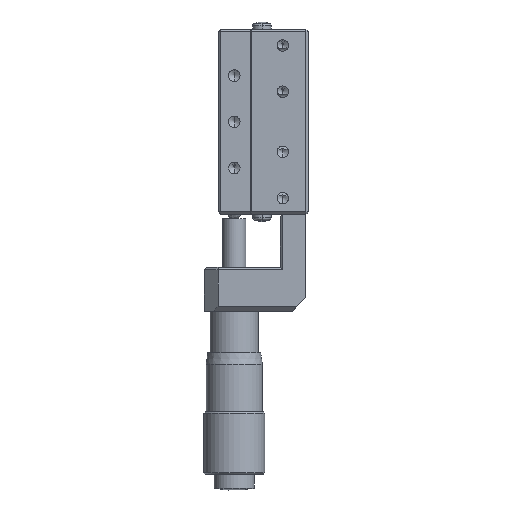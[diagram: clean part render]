
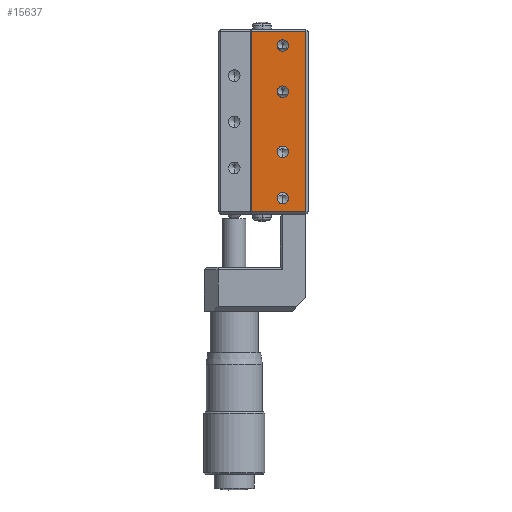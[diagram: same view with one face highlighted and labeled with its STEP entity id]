
A CAD part, front view. The second image highlights one B-rep face of the part: STEP entity #15637.
In plain terms, the highlighted planar face has unit normal (0, -1, 0).
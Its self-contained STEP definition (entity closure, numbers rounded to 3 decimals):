
#711 = CIRCLE ( 'NONE', #14102, 1.25 ) ;
#720 = VERTEX_POINT ( 'NONE', #22325 ) ;
#769 = EDGE_LOOP ( 'NONE', ( #26284, #28179 ) ) ;
#772 = CARTESIAN_POINT ( 'NONE',  ( 14., 0., 35.25 ) ) ;
#1160 = EDGE_CURVE ( 'NONE', #20679, #6373, #3773, .T. ) ;
#1199 = EDGE_LOOP ( 'NONE', ( #13252, #10227 ) ) ;
#1351 = LINE ( 'NONE', #5857, #20383 ) ;
#1699 = CARTESIAN_POINT ( 'NONE',  ( 14., 0., 13.5 ) ) ;
#2146 = VERTEX_POINT ( 'NONE', #19221 ) ;
#2407 = VECTOR ( 'NONE', #7649, 1000. ) ;
#2629 = CARTESIAN_POINT ( 'NONE',  ( 7.2, 0., 0.5 ) ) ;
#3336 = CARTESIAN_POINT ( 'NONE',  ( 14., 0., 12.25 ) ) ;
#3457 = ORIENTED_EDGE ( 'NONE', *, *, #12559, .T. ) ;
#3773 = LINE ( 'NONE', #29824, #21301 ) ;
#3996 = EDGE_CURVE ( 'NONE', #720, #16246, #7023, .T. ) ;
#4032 = AXIS2_PLACEMENT_3D ( 'NONE', #1699, #22943, #4319 ) ;
#4097 = ORIENTED_EDGE ( 'NONE', *, *, #1160, .F. ) ;
#4308 = CARTESIAN_POINT ( 'NONE',  ( 14., 0., 26.5 ) ) ;
#4319 = DIRECTION ( 'NONE',  ( 0., 0., -1. ) ) ;
#4337 = AXIS2_PLACEMENT_3D ( 'NONE', #22278, #15158, #18214 ) ;
#4411 = ORIENTED_EDGE ( 'NONE', *, *, #18583, .F. ) ;
#4727 = CARTESIAN_POINT ( 'NONE',  ( 14., 0., 36.5 ) ) ;
#5192 = VERTEX_POINT ( 'NONE', #3336 ) ;
#5433 = DIRECTION ( 'NONE',  ( 0., 0., -1. ) ) ;
#5684 = FACE_BOUND ( 'NONE', #1199, .T. ) ;
#5857 = CARTESIAN_POINT ( 'NONE',  ( 7.2, 0., 39.5 ) ) ;
#6094 = CARTESIAN_POINT ( 'NONE',  ( 14., 0., 3.5 ) ) ;
#6373 = VERTEX_POINT ( 'NONE', #12354 ) ;
#6417 = CARTESIAN_POINT ( 'NONE',  ( 14., 0., 14.75 ) ) ;
#6918 = EDGE_LOOP ( 'NONE', ( #23604, #25656 ) ) ;
#7023 = CIRCLE ( 'NONE', #10977, 1.25 ) ;
#7084 = EDGE_CURVE ( 'NONE', #27016, #20679, #23878, .T. ) ;
#7258 = ORIENTED_EDGE ( 'NONE', *, *, #7307, .F. ) ;
#7297 = CIRCLE ( 'NONE', #23141, 1.25 ) ;
#7307 = EDGE_CURVE ( 'NONE', #6373, #19972, #1351, .T. ) ;
#7649 = DIRECTION ( 'NONE',  ( 0., 0., 1. ) ) ;
#8300 = AXIS2_PLACEMENT_3D ( 'NONE', #11915, #11611, #12077 ) ;
#8801 = DIRECTION ( 'NONE',  ( 1., 0., 0. ) ) ;
#8889 = FACE_BOUND ( 'NONE', #769, .T. ) ;
#8997 = DIRECTION ( 'NONE',  ( -1., 0., 0. ) ) ;
#9043 = VERTEX_POINT ( 'NONE', #30609 ) ;
#10227 = ORIENTED_EDGE ( 'NONE', *, *, #3996, .F. ) ;
#10304 = CARTESIAN_POINT ( 'NONE',  ( 14., 0., 3.5 ) ) ;
#10601 = EDGE_CURVE ( 'NONE', #19643, #16264, #28834, .T. ) ;
#10977 = AXIS2_PLACEMENT_3D ( 'NONE', #10304, #15263, #29041 ) ;
#11049 = DIRECTION ( 'NONE',  ( 0., -1., 0. ) ) ;
#11066 = FACE_BOUND ( 'NONE', #17109, .T. ) ;
#11151 = DIRECTION ( 'NONE',  ( 0., -1., 0. ) ) ;
#11183 = EDGE_LOOP ( 'NONE', ( #7258, #4097, #20821, #3457 ) ) ;
#11611 = DIRECTION ( 'NONE',  ( 0., -1., 0. ) ) ;
#11915 = CARTESIAN_POINT ( 'NONE',  ( 14., 0., 13.5 ) ) ;
#12077 = DIRECTION ( 'NONE',  ( 0., 0., -1. ) ) ;
#12260 = CARTESIAN_POINT ( 'NONE',  ( 14., 0., 2.25 ) ) ;
#12354 = CARTESIAN_POINT ( 'NONE',  ( 7.2, 0., 39.5 ) ) ;
#12559 = EDGE_CURVE ( 'NONE', #27016, #19972, #28725, .T. ) ;
#12810 = FACE_BOUND ( 'NONE', #6918, .T. ) ;
#13252 = ORIENTED_EDGE ( 'NONE', *, *, #20670, .F. ) ;
#13535 = DIRECTION ( 'NONE',  ( 0., 0., -1. ) ) ;
#14102 = AXIS2_PLACEMENT_3D ( 'NONE', #6094, #11049, #13535 ) ;
#15158 = DIRECTION ( 'NONE',  ( 0., 1., 0. ) ) ;
#15263 = DIRECTION ( 'NONE',  ( 0., -1., 0. ) ) ;
#15517 = CARTESIAN_POINT ( 'NONE',  ( 14., 0., 26.5 ) ) ;
#15562 = CARTESIAN_POINT ( 'NONE',  ( 7.2, 0., 0.5 ) ) ;
#15637 = ADVANCED_FACE ( 'NONE', ( #17642, #5684, #11066, #8889, #12810 ), #20826, .F. ) ;
#16246 = VERTEX_POINT ( 'NONE', #12260 ) ;
#16264 = VERTEX_POINT ( 'NONE', #772 ) ;
#17109 = EDGE_LOOP ( 'NONE', ( #4411, #21941 ) ) ;
#17253 = CIRCLE ( 'NONE', #24630, 1.25 ) ;
#17642 = FACE_OUTER_BOUND ( 'NONE', #11183, .T. ) ;
#17839 = DIRECTION ( 'NONE',  ( 0., -1., 0. ) ) ;
#18214 = DIRECTION ( 'NONE',  ( 0., 0., 1. ) ) ;
#18276 = EDGE_CURVE ( 'NONE', #2146, #9043, #7297, .T. ) ;
#18424 = EDGE_CURVE ( 'NONE', #9043, #2146, #17253, .T. ) ;
#18583 = EDGE_CURVE ( 'NONE', #5192, #19193, #24155, .T. ) ;
#18590 = DIRECTION ( 'NONE',  ( 0., -1., 0. ) ) ;
#18603 = DIRECTION ( 'NONE',  ( 0., 0., -1. ) ) ;
#18978 = CARTESIAN_POINT ( 'NONE',  ( 19., 0., 0.5 ) ) ;
#19193 = VERTEX_POINT ( 'NONE', #6417 ) ;
#19221 = CARTESIAN_POINT ( 'NONE',  ( 14., 0., 27.75 ) ) ;
#19643 = VERTEX_POINT ( 'NONE', #20346 ) ;
#19972 = VERTEX_POINT ( 'NONE', #23370 ) ;
#20346 = CARTESIAN_POINT ( 'NONE',  ( 14., 0., 37.75 ) ) ;
#20383 = VECTOR ( 'NONE', #8801, 1000. ) ;
#20670 = EDGE_CURVE ( 'NONE', #16246, #720, #711, .T. ) ;
#20679 = VERTEX_POINT ( 'NONE', #15562 ) ;
#20821 = ORIENTED_EDGE ( 'NONE', *, *, #7084, .F. ) ;
#20826 = PLANE ( 'NONE',  #4337 ) ;
#20921 = AXIS2_PLACEMENT_3D ( 'NONE', #30345, #18590, #30185 ) ;
#21301 = VECTOR ( 'NONE', #23007, 1000. ) ;
#21941 = ORIENTED_EDGE ( 'NONE', *, *, #29337, .F. ) ;
#22278 = CARTESIAN_POINT ( 'NONE',  ( 7.2, 0., 40. ) ) ;
#22325 = CARTESIAN_POINT ( 'NONE',  ( 14., 0., 4.75 ) ) ;
#22943 = DIRECTION ( 'NONE',  ( 0., -1., 0. ) ) ;
#23007 = DIRECTION ( 'NONE',  ( 0., 0., 1. ) ) ;
#23141 = AXIS2_PLACEMENT_3D ( 'NONE', #15517, #17839, #5433 ) ;
#23332 = DIRECTION ( 'NONE',  ( 0., 0., -1. ) ) ;
#23370 = CARTESIAN_POINT ( 'NONE',  ( 19., 0., 39.5 ) ) ;
#23604 = ORIENTED_EDGE ( 'NONE', *, *, #29162, .F. ) ;
#23878 = LINE ( 'NONE', #2629, #29286 ) ;
#24155 = CIRCLE ( 'NONE', #8300, 1.25 ) ;
#24630 = AXIS2_PLACEMENT_3D ( 'NONE', #4308, #11151, #18603 ) ;
#25299 = CIRCLE ( 'NONE', #26817, 1.25 ) ;
#25339 = DIRECTION ( 'NONE',  ( 0., -1., 0. ) ) ;
#25656 = ORIENTED_EDGE ( 'NONE', *, *, #10601, .F. ) ;
#26284 = ORIENTED_EDGE ( 'NONE', *, *, #18424, .F. ) ;
#26817 = AXIS2_PLACEMENT_3D ( 'NONE', #4727, #25339, #23332 ) ;
#27016 = VERTEX_POINT ( 'NONE', #18978 ) ;
#28179 = ORIENTED_EDGE ( 'NONE', *, *, #18276, .F. ) ;
#28725 = LINE ( 'NONE', #28879, #2407 ) ;
#28778 = CIRCLE ( 'NONE', #4032, 1.25 ) ;
#28834 = CIRCLE ( 'NONE', #20921, 1.25 ) ;
#28879 = CARTESIAN_POINT ( 'NONE',  ( 19., 0., 40. ) ) ;
#29041 = DIRECTION ( 'NONE',  ( 0., 0., -1. ) ) ;
#29162 = EDGE_CURVE ( 'NONE', #16264, #19643, #25299, .T. ) ;
#29286 = VECTOR ( 'NONE', #8997, 1000. ) ;
#29337 = EDGE_CURVE ( 'NONE', #19193, #5192, #28778, .T. ) ;
#29824 = CARTESIAN_POINT ( 'NONE',  ( 7.2, 0., 40. ) ) ;
#30185 = DIRECTION ( 'NONE',  ( 0., 0., -1. ) ) ;
#30345 = CARTESIAN_POINT ( 'NONE',  ( 14., 0., 36.5 ) ) ;
#30609 = CARTESIAN_POINT ( 'NONE',  ( 14., 0., 25.25 ) ) ;
